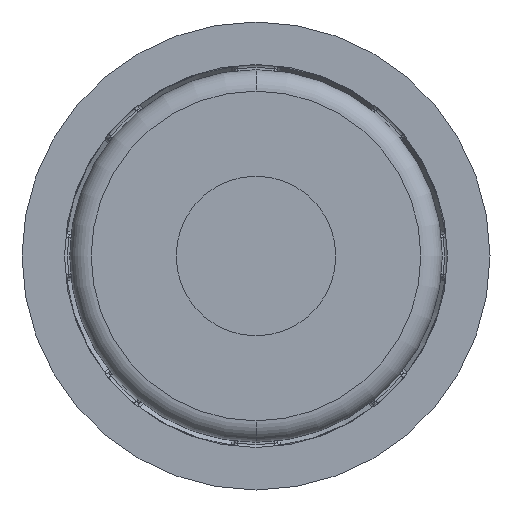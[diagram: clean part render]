
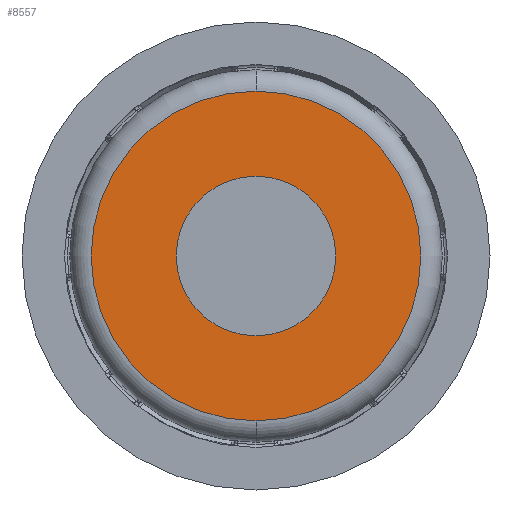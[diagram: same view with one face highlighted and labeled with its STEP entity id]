
A CAD part, front view. The second image highlights one B-rep face of the part: STEP entity #8557.
In plain terms, the highlighted planar face has unit normal (0, -1, 0).
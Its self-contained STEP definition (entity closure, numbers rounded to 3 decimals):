
#328=CARTESIAN_POINT('',(0.,-2.,0.));
#329=DIRECTION('',(0.,1.,0.));
#330=DIRECTION('',(0.,0.,1.));
#331=AXIS2_PLACEMENT_3D('',#328,#329,#330);
#337=CARTESIAN_POINT('',(0.,-2.,0.));
#338=DIRECTION('',(0.,1.,0.));
#339=DIRECTION('',(0.,0.,-1.));
#340=AXIS2_PLACEMENT_3D('',#337,#338,#339);
#345=CARTESIAN_POINT('',(0.,-2.,0.));
#346=DIRECTION('',(0.,-1.,0.));
#347=DIRECTION('',(0.,0.,1.));
#348=AXIS2_PLACEMENT_3D('',#345,#346,#347);
#353=CARTESIAN_POINT('',(0.,-2.,0.));
#354=DIRECTION('',(0.,-1.,0.));
#355=DIRECTION('',(0.,0.,-1.));
#356=AXIS2_PLACEMENT_3D('',#353,#354,#355);
#7660=CARTESIAN_POINT('',(0.,-2.,15.5));
#7661=CARTESIAN_POINT('',(0.,-2.,-15.5));
#7662=VERTEX_POINT('',#7660);
#7663=VERTEX_POINT('',#7661);
#7664=CARTESIAN_POINT('',(0.,-2.,7.5));
#7665=CARTESIAN_POINT('',(0.,-2.,-7.5));
#7666=VERTEX_POINT('',#7664);
#7667=VERTEX_POINT('',#7665);
#8540=CARTESIAN_POINT('',(7.5,-2.,0.));
#8541=DIRECTION('',(0.,-1.,0.));
#8542=DIRECTION('',(0.,0.,-1.));
#8543=AXIS2_PLACEMENT_3D('',#8540,#8541,#8542);
#8544=PLANE('',#8543);
#8546=ORIENTED_EDGE('',*,*,#8545,.T.);
#8548=ORIENTED_EDGE('',*,*,#8547,.T.);
#8549=EDGE_LOOP('',(#8546,#8548));
#8550=FACE_OUTER_BOUND('',#8549,.F.);
#8552=ORIENTED_EDGE('',*,*,#8551,.T.);
#8554=ORIENTED_EDGE('',*,*,#8553,.T.);
#8555=EDGE_LOOP('',(#8552,#8554));
#8556=FACE_BOUND('',#8555,.F.);
#332=CIRCLE('',#331,15.5);
#341=CIRCLE('',#340,15.5);
#349=CIRCLE('',#348,7.5);
#357=CIRCLE('',#356,7.5);
#8545=EDGE_CURVE('',#7662,#7663,#332,.T.);
#8547=EDGE_CURVE('',#7663,#7662,#341,.T.);
#8551=EDGE_CURVE('',#7666,#7667,#349,.T.);
#8553=EDGE_CURVE('',#7667,#7666,#357,.T.);
#8557=ADVANCED_FACE('',(#8550,#8556),#8544,.T.);
